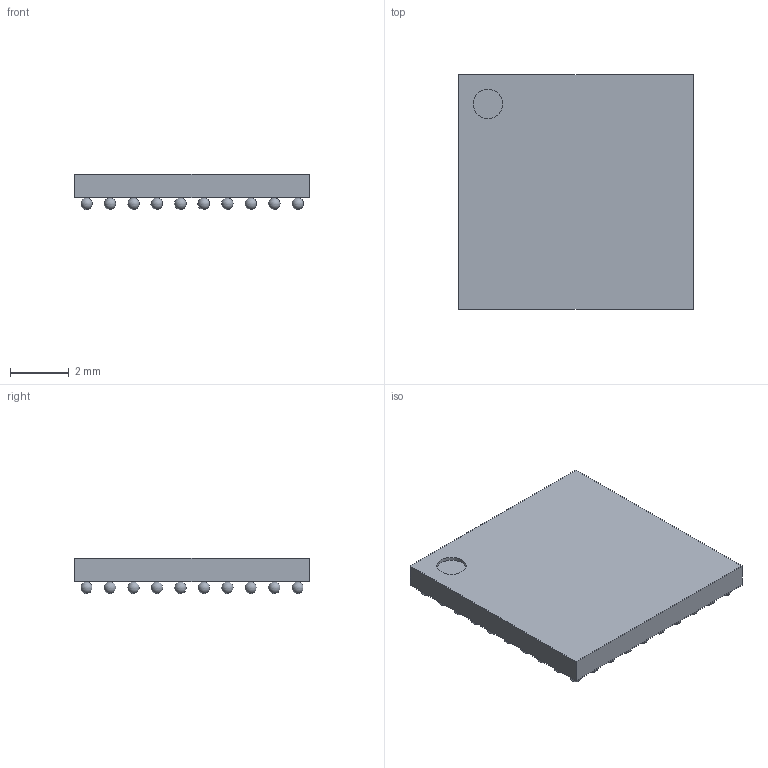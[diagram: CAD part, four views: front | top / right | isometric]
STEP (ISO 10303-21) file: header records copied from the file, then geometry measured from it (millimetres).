
FILE_DESCRIPTION(('FreeCAD Model'),'2;1');
FILE_NAME('14589820.4.1.stp','2024-08-29T11:25:16',( 'Author'),(''),'Open CASCADE STEP processor 6.9','FreeCAD','Unknown' );
FILE_SCHEMA(('AUTOMOTIVE_DESIGN { 1 0 10303 214 1 1 1 1 }'));
Length unit declared in the file: millimetre
Products named in the file (3): ASSEMBLY; Array; Body
Assembly tree (2 placements, depth 2):
  ASSEMBLY
    Array
    Body
Bounding box: 8 x 8 x 1.2 mm (x, y, z)
Volume: 54.5 mm3; surface area: 204.2 mm2
Topology: 101 solids, 101 shells, 108 faces, 315 edges, 210 vertices
Faces by surface type: sphere 100, plane 7, cylinder 1
Full cylindrical faces by diameter (mm): 1 x1
Entity records: 2555 total; most frequent: DIRECTION 269, CARTESIAN_POINT 266, AXIS2_PLACEMENT_3D 113, VERTEX_POINT 110, FACE_BOUND 109, ADVANCED_FACE 108, MANIFOLD_SOLID_BREP 101, CLOSED_SHELL 101
